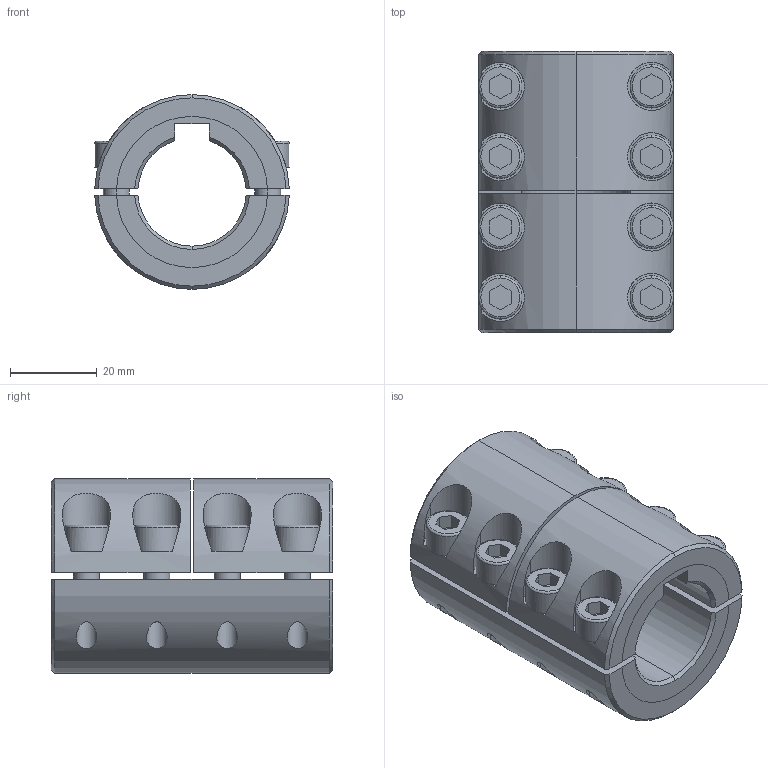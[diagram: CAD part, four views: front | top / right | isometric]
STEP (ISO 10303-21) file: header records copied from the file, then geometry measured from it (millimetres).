
FILE_DESCRIPTION(('starvars output'),'1');
FILE_NAME('cv20230714024806000000413.stp','02:48:06 2023/07/14',('Thomas Industrial Network Germany GmbH'),(' '),'Spatial InterOp 3D',' ',' ');
FILE_SCHEMA(('AP242_MANAGED_MODEL_BASED_3D_ENGINEERING_MIM_LF {1 0 10303 442 2 1 4}'));
Length unit declared in the file: millimetre
Products named in the file (1): 1
Bounding box: 44.97 x 65 x 45 mm (x, y, z)
Volume: 63976.3 mm3; surface area: 23520.2 mm2
Topology: 1 solids, 1 shells, 228 faces, 564 edges, 366 vertices
Faces by surface type: plane 108, cylinder 88, cone 16, torus 16
Entity records: 10272 total; most frequent: CARTESIAN_POINT 2947, DIRECTION 1154, ORIENTED_EDGE 1128, EDGE_CURVE 564, AXIS2_PLACEMENT_3D 429, VERTEX_POINT 366, LINE 296, VECTOR 296
